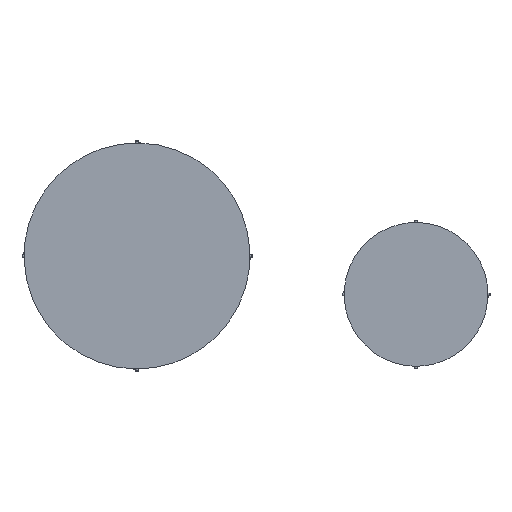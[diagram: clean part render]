
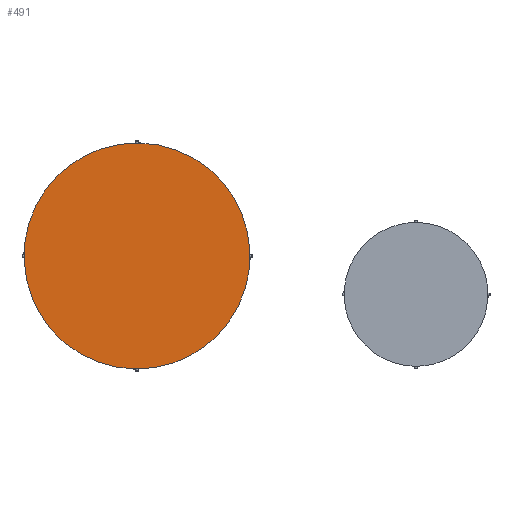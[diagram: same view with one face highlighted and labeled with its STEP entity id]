
A CAD part, top view. The second image highlights one B-rep face of the part: STEP entity #491.
In plain terms, the highlighted planar face has unit normal (0, 0, 1).
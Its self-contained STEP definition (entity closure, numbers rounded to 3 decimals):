
#491=ADVANCED_FACE('',(#779),#3690,.T.);
#779=FACE_OUTER_BOUND('',#1085,.T.);
#1085=EDGE_LOOP('',(#1782,#1783));
#1782=ORIENTED_EDGE('',*,*,#2570,.F.);
#1783=ORIENTED_EDGE('',*,*,#2566,.F.);
#2566=EDGE_CURVE('',#3470,#3472,#3064,.T.);
#2570=EDGE_CURVE('',#3472,#3470,#3068,.T.);
#3064=(
BOUNDED_CURVE()
B_SPLINE_CURVE(2,(#7053,#7054,#7055,#7056,#7057),.UNSPECIFIED.,.F.,.F.)
B_SPLINE_CURVE_WITH_KNOTS((3,2,3),(0.,863.938,1727.876),
 .UNSPECIFIED.)
CURVE()
GEOMETRIC_REPRESENTATION_ITEM()
RATIONAL_B_SPLINE_CURVE((1.,0.707,1.,0.707,1.))
REPRESENTATION_ITEM('')
);
#3068=(
BOUNDED_CURVE()
B_SPLINE_CURVE(2,(#7067,#7068,#7069,#7070,#7071),.UNSPECIFIED.,.F.,.F.)
B_SPLINE_CURVE_WITH_KNOTS((3,2,3),(1727.876,2591.814,3455.752),
 .UNSPECIFIED.)
CURVE()
GEOMETRIC_REPRESENTATION_ITEM()
RATIONAL_B_SPLINE_CURVE((1.,0.707,1.,0.707,1.))
REPRESENTATION_ITEM('')
);
#3470=VERTEX_POINT('',#7049);
#3472=VERTEX_POINT('',#7051);
#3690=PLANE('',#3966);
#3966=AXIS2_PLACEMENT_3D('',#7037,#4054,$);
#4054=DIRECTION('',(0.,0.,1.));
#7037=CARTESIAN_POINT('',(9687.572,478.261,330.));
#7049=CARTESIAN_POINT('',(8297.676,209.467,330.));
#7051=CARTESIAN_POINT('',(9140.325,916.533,330.));
#7053=CARTESIAN_POINT('',(8297.676,209.467,330.));
#7054=CARTESIAN_POINT('',(7944.143,630.791,330.));
#7055=CARTESIAN_POINT('',(8365.467,984.325,330.));
#7056=CARTESIAN_POINT('',(8786.792,1337.858,330.));
#7057=CARTESIAN_POINT('',(9140.325,916.533,330.));
#7067=CARTESIAN_POINT('',(9140.325,916.533,330.));
#7068=CARTESIAN_POINT('',(9493.858,495.209,330.));
#7069=CARTESIAN_POINT('',(9072.534,141.676,330.));
#7070=CARTESIAN_POINT('',(8651.209,-211.857,330.));
#7071=CARTESIAN_POINT('',(8297.676,209.467,330.));
